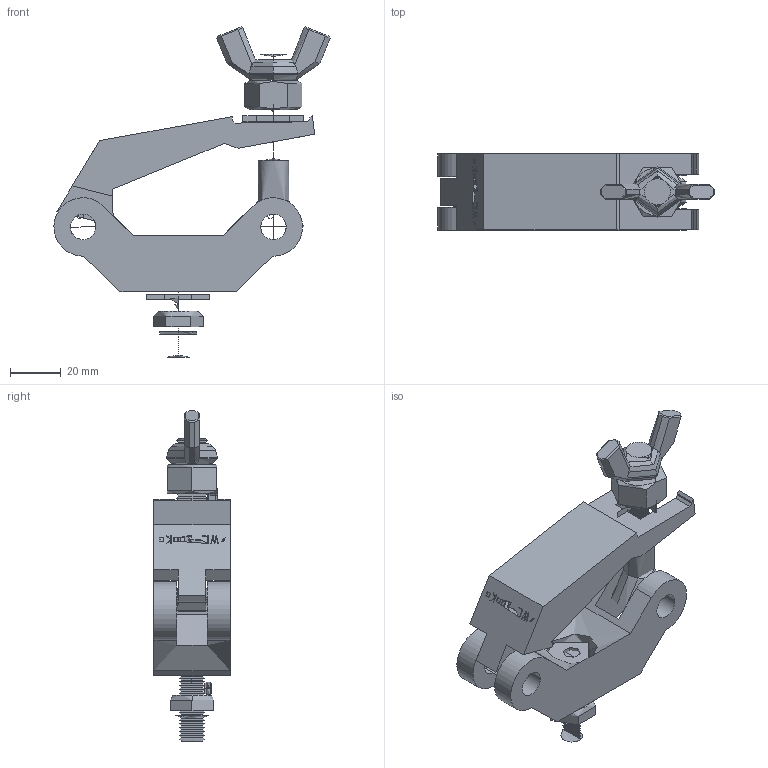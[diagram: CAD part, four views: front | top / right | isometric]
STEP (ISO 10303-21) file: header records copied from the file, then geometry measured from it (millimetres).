
FILE_DESCRIPTION(/* description */ (''),/* implementation_level */ '2;1');
FILE_NAME(/* name */ 'RI2E79~1',/* time_stamp */ '2021-11-03T09:47:27+08:00',/* author */ (''),/* organization */ (''),/* preprocessor_version */ 'ST-DEVELOPER v16.5',/* originating_system */ '',/* authorisation */ '');
FILE_SCHEMA (('AUTOMOTIVE_DESIGN'));
Length unit declared in the file: millimetre
Products named in the file (1): Document
Bounding box: 108.74 x 30 x 129.99 mm (x, y, z)
Volume: 88804 mm3; surface area: 42764.3 mm2
Topology: 11 solids, 16 shells, 566 faces, 1340 edges, 800 vertices
Faces by surface type: bspline 409, plane 157
Entity records: 22760 total; most frequent: CARTESIAN_POINT 14849, ORIENTED_EDGE 2622, EDGE_CURVE 1322, VERTEX_POINT 794, B_SPLINE_CURVE_WITH_KNOTS 775, EDGE_LOOP 592, ADVANCED_FACE 556, FACE_OUTER_BOUND 556
